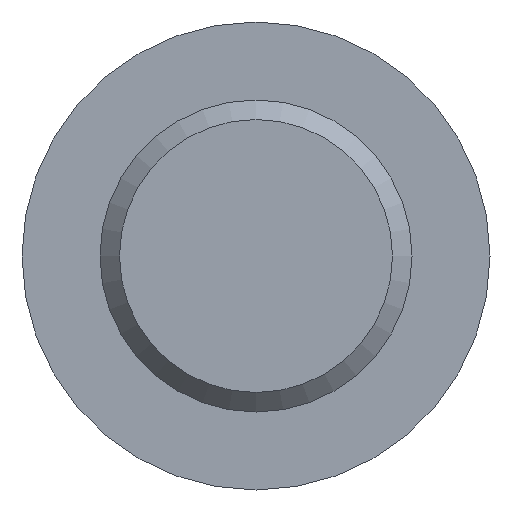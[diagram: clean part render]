
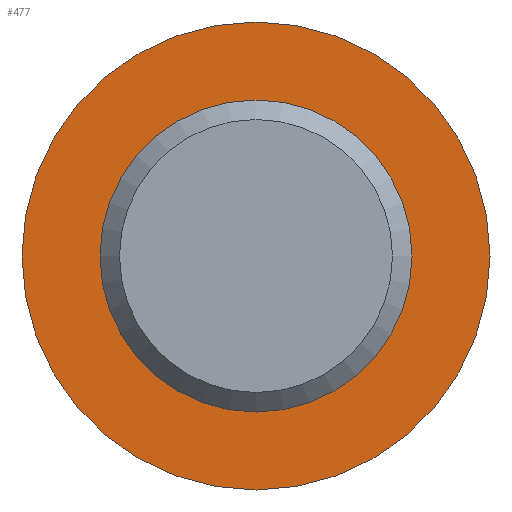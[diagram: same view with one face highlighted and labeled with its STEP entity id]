
A CAD part, front view. The second image highlights one B-rep face of the part: STEP entity #477.
In plain terms, the highlighted planar face has unit normal (0, -1, 0).
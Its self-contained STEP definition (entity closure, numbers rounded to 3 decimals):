
#3 = AXIS2_PLACEMENT_3D ( 'NONE', #38, #125, #310 ) ;
#38 = CARTESIAN_POINT ( 'NONE',  ( -10., 40., 0. ) ) ;
#43 = VERTEX_POINT ( 'NONE', #346 ) ;
#53 = DIRECTION ( 'NONE',  ( 0., -1., 0. ) ) ;
#112 = DIRECTION ( 'NONE',  ( 0., 0., -1. ) ) ;
#114 = ORIENTED_EDGE ( 'NONE', *, *, #536, .F. ) ;
#125 = DIRECTION ( 'NONE',  ( 0., 1., 0. ) ) ;
#144 = AXIS2_PLACEMENT_3D ( 'NONE', #250, #53, #112 ) ;
#172 = EDGE_LOOP ( 'NONE', ( #324 ) ) ;
#185 = DIRECTION ( 'NONE',  ( 0., 0., -1. ) ) ;
#207 = VERTEX_POINT ( 'NONE', #373 ) ;
#246 = EDGE_CURVE ( 'NONE', #207, #207, #256, .T. ) ;
#250 = CARTESIAN_POINT ( 'NONE',  ( 0., 40., 0. ) ) ;
#256 = CIRCLE ( 'NONE', #463, 15. ) ;
#310 = DIRECTION ( 'NONE',  ( 0., 0., 1. ) ) ;
#324 = ORIENTED_EDGE ( 'NONE', *, *, #246, .T. ) ;
#346 = CARTESIAN_POINT ( 'NONE',  ( 0., 40., -10. ) ) ;
#373 = CARTESIAN_POINT ( 'NONE',  ( 0., 40., -15. ) ) ;
#414 = FACE_BOUND ( 'NONE', #444, .T. ) ;
#421 = PLANE ( 'NONE',  #3 ) ;
#436 = CARTESIAN_POINT ( 'NONE',  ( 0., 40., 0. ) ) ;
#444 = EDGE_LOOP ( 'NONE', ( #114 ) ) ;
#463 = AXIS2_PLACEMENT_3D ( 'NONE', #436, #531, #185 ) ;
#477 = ADVANCED_FACE ( 'NONE', ( #414, #501 ), #421, .F. ) ;
#501 = FACE_OUTER_BOUND ( 'NONE', #172, .T. ) ;
#513 = CIRCLE ( 'NONE', #144, 10. ) ;
#531 = DIRECTION ( 'NONE',  ( 0., -1., 0. ) ) ;
#536 = EDGE_CURVE ( 'NONE', #43, #43, #513, .T. ) ;
